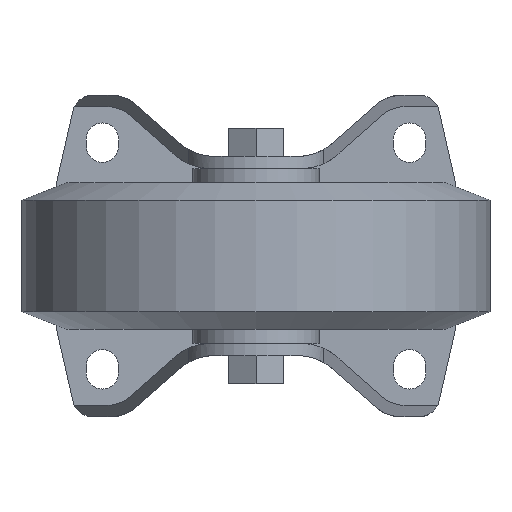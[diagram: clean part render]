
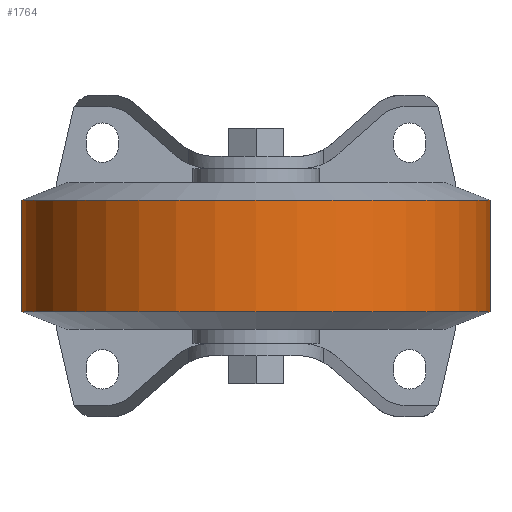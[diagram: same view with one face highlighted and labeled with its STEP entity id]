
A CAD part, front view. The second image highlights one B-rep face of the part: STEP entity #1764.
In plain terms, the highlighted cylindrical face has radius 80 mm (diameter 160 mm), a full revolution.
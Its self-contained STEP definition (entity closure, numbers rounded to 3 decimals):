
#888=ORIENTED_EDGE('',*,*,#1143,.F.);
#889=ORIENTED_EDGE('',*,*,#1142,.T.);
#1142=EDGE_CURVE('',#1312,#1312,#1378,.T.);
#1143=EDGE_CURVE('',#1313,#1313,#1379,.T.);
#1312=VERTEX_POINT('',#3019);
#1313=VERTEX_POINT('',#3022);
#1378=CIRCLE('',#1952,80.);
#1379=CIRCLE('',#1954,80.);
#1496=EDGE_LOOP('',(#888));
#1497=EDGE_LOOP('',(#889));
#1622=FACE_BOUND('',#1496,.T.);
#1623=FACE_BOUND('',#1497,.T.);
#1673=CYLINDRICAL_SURFACE('',#1953,80.);
#1764=ADVANCED_FACE('',(#1622,#1623),#1673,.T.);
#1952=AXIS2_PLACEMENT_3D('',#3018,#2456,#2457);
#1953=AXIS2_PLACEMENT_3D('',#3020,#2458,#2459);
#1954=AXIS2_PLACEMENT_3D('',#3021,#2460,#2461);
#2456=DIRECTION('',(0.,0.,-1.));
#2457=DIRECTION('',(-1.,0.,0.));
#2458=DIRECTION('',(0.,0.,-1.));
#2459=DIRECTION('',(-1.,0.,0.));
#2460=DIRECTION('',(0.,0.,-1.));
#2461=DIRECTION('',(-1.,0.,0.));
#3018=CARTESIAN_POINT('',(0.,0.,19.08));
#3019=CARTESIAN_POINT('',(-80.,0.,19.08));
#3020=CARTESIAN_POINT('',(0.,0.,-29.9));
#3021=CARTESIAN_POINT('',(0.,0.,-19.08));
#3022=CARTESIAN_POINT('',(-80.,0.,-19.08));
